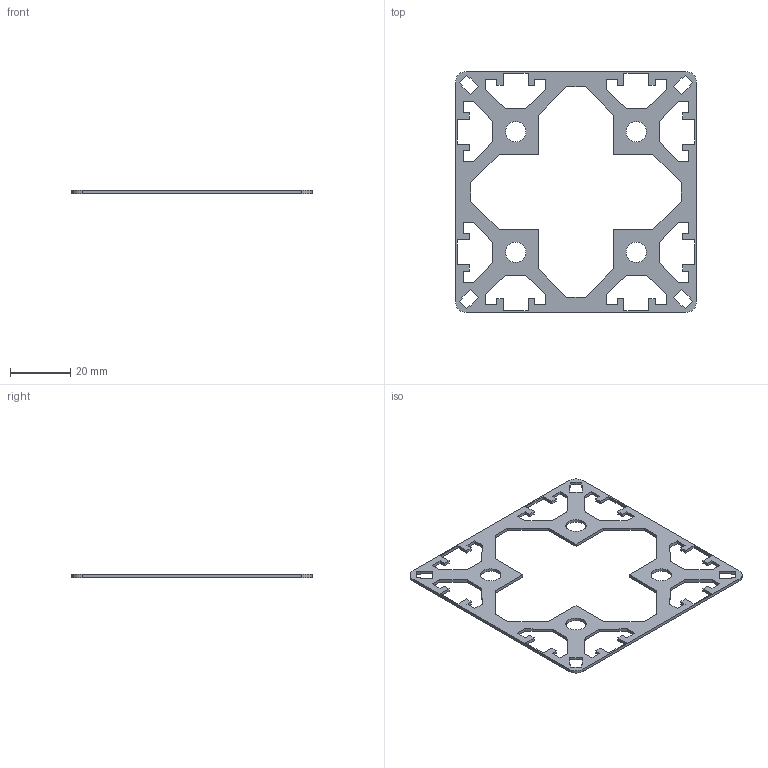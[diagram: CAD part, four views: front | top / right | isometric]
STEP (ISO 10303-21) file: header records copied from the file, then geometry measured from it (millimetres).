
FILE_DESCRIPTION((''),'2;1');
FILE_NAME('SP392_extern.ipt.step','2007-09-10T15:10:01',(''),(''),'Autodesk Inventor 11','Autodesk Inventor 11','');
FILE_SCHEMA(('AUTOMOTIVE_DESIGN { 1 0 10303 214 1 1 1 1 }'));
Length unit declared in the file: millimetre
Products named in the file (1): SP392_extern
Bounding box: 80 x 80 x 1 mm (x, y, z)
Volume: 2342.8 mm3; surface area: 5909.7 mm2
Topology: 1 solids, 1 shells, 178 faces, 532 edges, 356 vertices
Faces by surface type: plane 170, cylinder 6, bspline 2
Full cylindrical faces by diameter (mm): 6.8 x2
Entity records: 5945 total; most frequent: CARTESIAN_POINT 1089, ORIENTED_EDGE 1048, DIRECTION 894, EDGE_CURVE 524, VECTOR 508, LINE 508, VERTEX_POINT 352, EDGE_LOOP 216
